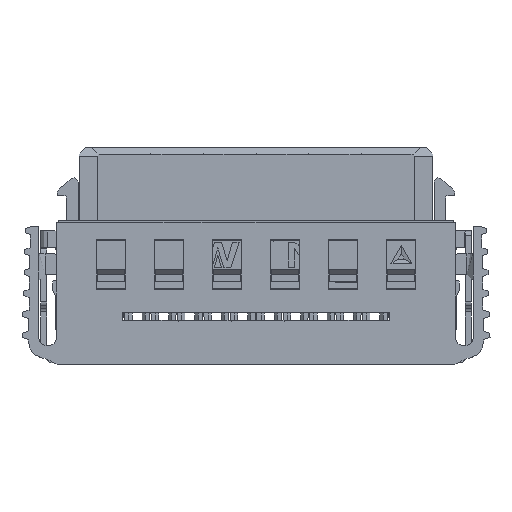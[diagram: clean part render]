
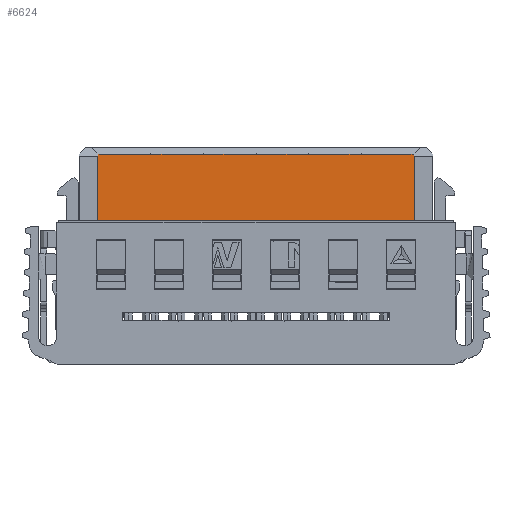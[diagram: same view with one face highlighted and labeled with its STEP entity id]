
A CAD part, front view. The second image highlights one B-rep face of the part: STEP entity #6624.
In plain terms, the highlighted planar face has unit normal (0, -1, 0).
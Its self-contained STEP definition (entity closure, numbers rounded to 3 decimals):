
#425=CARTESIAN_POINT('',(1.245,-0.97,4.225));
#426=VERTEX_POINT('',#425);
#647=CARTESIAN_POINT('',(-1.245,-0.97,4.225));
#648=VERTEX_POINT('',#647);
#657=CARTESIAN_POINT('',(-1.27,-0.97,4.25));
#658=VERTEX_POINT('',#657);
#665=CARTESIAN_POINT('',(-1.27,-0.97,4.25));
#666=DIRECTION('',(0.707,0.,-0.707));
#667=VECTOR('',#666,0.035);
#668=LINE('',#665,#667);
#669=EDGE_CURVE('',#658,#648,#668,.T.);
#860=CARTESIAN_POINT('',(1.245,-0.97,1.025));
#861=VERTEX_POINT('',#860);
#862=CARTESIAN_POINT('',(1.245,-0.97,4.225));
#863=DIRECTION('',(0.,0.,-1.));
#864=VECTOR('',#863,3.2);
#865=LINE('',#862,#864);
#866=EDGE_CURVE('',#426,#861,#865,.T.);
#3656=CARTESIAN_POINT('',(-13.945,-0.97,4.225));
#3657=VERTEX_POINT('',#3656);
#3679=CARTESIAN_POINT('',(-1.295,-0.97,4.225));
#3680=VERTEX_POINT('',#3679);
#3688=CARTESIAN_POINT('',(-1.245,-0.97,4.225));
#3689=DIRECTION('',(1.,0.,0.));
#3690=VECTOR('',#3689,2.49);
#3691=LINE('',#3688,#3690);
#3692=EDGE_CURVE('',#648,#426,#3691,.T.);
#3697=CARTESIAN_POINT('',(-11.455,-0.97,4.225));
#3698=VERTEX_POINT('',#3697);
#3699=CARTESIAN_POINT('',(-13.945,-0.97,4.225));
#3700=DIRECTION('',(1.,0.,0.));
#3701=VECTOR('',#3700,2.49);
#3702=LINE('',#3699,#3701);
#3703=EDGE_CURVE('',#3657,#3698,#3702,.T.);
#3713=CARTESIAN_POINT('',(-11.405,-0.97,4.225));
#3714=VERTEX_POINT('',#3713);
#3721=CARTESIAN_POINT('',(-8.915,-0.97,4.225));
#3722=VERTEX_POINT('',#3721);
#3723=CARTESIAN_POINT('',(-11.405,-0.97,4.225));
#3724=DIRECTION('',(1.,0.,0.));
#3725=VECTOR('',#3724,2.49);
#3726=LINE('',#3723,#3725);
#3727=EDGE_CURVE('',#3714,#3722,#3726,.T.);
#3737=CARTESIAN_POINT('',(-8.865,-0.97,4.225));
#3738=VERTEX_POINT('',#3737);
#3745=CARTESIAN_POINT('',(-6.375,-0.97,4.225));
#3746=VERTEX_POINT('',#3745);
#3747=CARTESIAN_POINT('',(-8.865,-0.97,4.225));
#3748=DIRECTION('',(1.,0.,0.));
#3749=VECTOR('',#3748,2.49);
#3750=LINE('',#3747,#3749);
#3751=EDGE_CURVE('',#3738,#3746,#3750,.T.);
#3761=CARTESIAN_POINT('',(-6.325,-0.97,4.225));
#3762=VERTEX_POINT('',#3761);
#3769=CARTESIAN_POINT('',(-3.835,-0.97,4.225));
#3770=VERTEX_POINT('',#3769);
#3771=CARTESIAN_POINT('',(-6.325,-0.97,4.225));
#3772=DIRECTION('',(1.,0.,0.));
#3773=VECTOR('',#3772,2.49);
#3774=LINE('',#3771,#3773);
#3775=EDGE_CURVE('',#3762,#3770,#3774,.T.);
#3785=CARTESIAN_POINT('',(-3.785,-0.97,4.225));
#3786=VERTEX_POINT('',#3785);
#3793=CARTESIAN_POINT('',(-3.785,-0.97,4.225));
#3794=DIRECTION('',(1.,0.,0.));
#3795=VECTOR('',#3794,2.49);
#3796=LINE('',#3793,#3795);
#3797=EDGE_CURVE('',#3786,#3680,#3796,.T.);
#6311=CARTESIAN_POINT('',(-13.945,-0.97,1.025));
#6312=VERTEX_POINT('',#6311);
#6364=CARTESIAN_POINT('',(1.245,-0.97,1.025));
#6365=DIRECTION('',(-1.,0.,0.));
#6366=VECTOR('',#6365,15.19);
#6367=LINE('',#6364,#6366);
#6368=EDGE_CURVE('',#861,#6312,#6367,.T.);
#6435=CARTESIAN_POINT('',(-13.945,-0.97,1.025));
#6436=DIRECTION('',(0.,0.,1.));
#6437=VECTOR('',#6436,3.2);
#6438=LINE('',#6435,#6437);
#6439=EDGE_CURVE('',#6312,#3657,#6438,.T.);
#6454=CARTESIAN_POINT('',(-11.43,-0.97,4.25));
#6455=VERTEX_POINT('',#6454);
#6462=CARTESIAN_POINT('',(-11.43,-0.97,4.25));
#6463=DIRECTION('',(0.707,0.,-0.707));
#6464=VECTOR('',#6463,0.035);
#6465=LINE('',#6462,#6464);
#6466=EDGE_CURVE('',#6455,#3714,#6465,.T.);
#6477=CARTESIAN_POINT('',(-8.89,-0.97,4.25));
#6478=VERTEX_POINT('',#6477);
#6479=CARTESIAN_POINT('',(-8.915,-0.97,4.225));
#6480=DIRECTION('',(0.707,0.,0.707));
#6481=VECTOR('',#6480,0.035);
#6482=LINE('',#6479,#6481);
#6483=EDGE_CURVE('',#3722,#6478,#6482,.T.);
#6501=CARTESIAN_POINT('',(-8.89,-0.97,4.25));
#6502=DIRECTION('',(0.707,0.,-0.707));
#6503=VECTOR('',#6502,0.035);
#6504=LINE('',#6501,#6503);
#6505=EDGE_CURVE('',#6478,#3738,#6504,.T.);
#6516=CARTESIAN_POINT('',(-6.35,-0.97,4.25));
#6517=VERTEX_POINT('',#6516);
#6518=CARTESIAN_POINT('',(-6.375,-0.97,4.225));
#6519=DIRECTION('',(0.707,0.,0.707));
#6520=VECTOR('',#6519,0.035);
#6521=LINE('',#6518,#6520);
#6522=EDGE_CURVE('',#3746,#6517,#6521,.T.);
#6540=CARTESIAN_POINT('',(-6.35,-0.97,4.25));
#6541=DIRECTION('',(0.707,0.,-0.707));
#6542=VECTOR('',#6541,0.035);
#6543=LINE('',#6540,#6542);
#6544=EDGE_CURVE('',#6517,#3762,#6543,.T.);
#6555=CARTESIAN_POINT('',(-3.81,-0.97,4.25));
#6556=VERTEX_POINT('',#6555);
#6557=CARTESIAN_POINT('',(-3.835,-0.97,4.225));
#6558=DIRECTION('',(0.707,0.,0.707));
#6559=VECTOR('',#6558,0.035);
#6560=LINE('',#6557,#6559);
#6561=EDGE_CURVE('',#3770,#6556,#6560,.T.);
#6579=CARTESIAN_POINT('',(-3.81,-0.97,4.25));
#6580=DIRECTION('',(0.707,0.,-0.707));
#6581=VECTOR('',#6580,0.035);
#6582=LINE('',#6579,#6581);
#6583=EDGE_CURVE('',#6556,#3786,#6582,.T.);
#6588=CARTESIAN_POINT('',(-8.262,-0.97,-0.172));
#6589=DIRECTION('',(1.,0.,0.));
#6590=DIRECTION('',(0.,-1.,0.));
#6591=AXIS2_PLACEMENT_3D('',#6588,#6590,#6589);
#6592=PLANE('',#6591);
#6593=ORIENTED_EDGE('',*,*,#866,.F.);
#6594=ORIENTED_EDGE('',*,*,#3692,.F.);
#6595=ORIENTED_EDGE('',*,*,#669,.F.);
#6596=CARTESIAN_POINT('',(-1.27,-0.97,4.25));
#6597=DIRECTION('',(-0.707,0.,-0.707));
#6598=VECTOR('',#6597,0.035);
#6599=LINE('',#6596,#6598);
#6600=EDGE_CURVE('',#658,#3680,#6599,.T.);
#6601=ORIENTED_EDGE('',*,*,#6600,.T.);
#6602=ORIENTED_EDGE('',*,*,#3797,.F.);
#6603=ORIENTED_EDGE('',*,*,#6583,.F.);
#6604=ORIENTED_EDGE('',*,*,#6561,.F.);
#6605=ORIENTED_EDGE('',*,*,#3775,.F.);
#6606=ORIENTED_EDGE('',*,*,#6544,.F.);
#6607=ORIENTED_EDGE('',*,*,#6522,.F.);
#6608=ORIENTED_EDGE('',*,*,#3751,.F.);
#6609=ORIENTED_EDGE('',*,*,#6505,.F.);
#6610=ORIENTED_EDGE('',*,*,#6483,.F.);
#6611=ORIENTED_EDGE('',*,*,#3727,.F.);
#6612=ORIENTED_EDGE('',*,*,#6466,.F.);
#6613=CARTESIAN_POINT('',(-11.43,-0.97,4.25));
#6614=DIRECTION('',(-0.707,0.,-0.707));
#6615=VECTOR('',#6614,0.035);
#6616=LINE('',#6613,#6615);
#6617=EDGE_CURVE('',#6455,#3698,#6616,.T.);
#6618=ORIENTED_EDGE('',*,*,#6617,.T.);
#6619=ORIENTED_EDGE('',*,*,#3703,.F.);
#6620=ORIENTED_EDGE('',*,*,#6439,.F.);
#6621=ORIENTED_EDGE('',*,*,#6368,.F.);
#6622=EDGE_LOOP('',(#6593,#6594,#6595,#6601,#6602,#6603,#6604,#6605,#6606,#6607,#6608,#6609,#6610,#6611,#6612,#6618,#6619,#6620,#6621));
#6623=FACE_OUTER_BOUND('',#6622,.T.);
#6624=ADVANCED_FACE('',(#6623),#6592,.T.);
